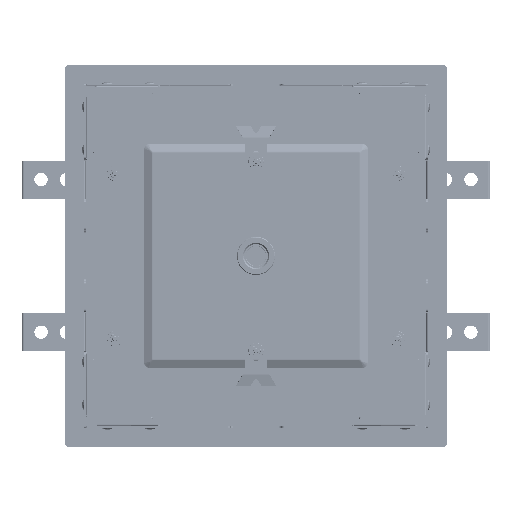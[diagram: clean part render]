
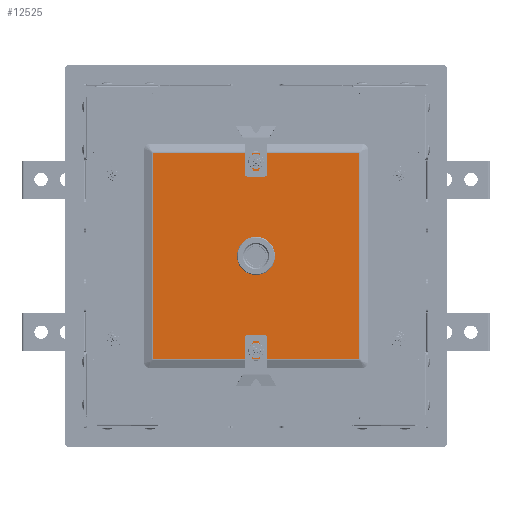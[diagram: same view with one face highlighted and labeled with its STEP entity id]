
A CAD part, top view. The second image highlights one B-rep face of the part: STEP entity #12525.
In plain terms, the highlighted planar face has unit normal (0, 0, 1).
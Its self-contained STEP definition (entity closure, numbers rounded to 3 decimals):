
#12525=ADVANCED_FACE('',(#16755,#16756),#16757,.F.);
#16755=FACE_BOUND('',#20846,.T.);
#16756=FACE_OUTER_BOUND('',#20847,.T.);
#16757=PLANE('',#20848);
#20846=EDGE_LOOP('',(#26719));
#20847=EDGE_LOOP('',(#26720,#26721,#26722,#26723));
#20848=AXIS2_PLACEMENT_3D('',#26724,#26725,#26726);
#26719=ORIENTED_EDGE('',*,*,#30611,.T.);
#26720=ORIENTED_EDGE('',*,*,#30600,.T.);
#26721=ORIENTED_EDGE('',*,*,#30612,.T.);
#26722=ORIENTED_EDGE('',*,*,#30605,.T.);
#26723=ORIENTED_EDGE('',*,*,#30603,.T.);
#26724=CARTESIAN_POINT('',(82.975,82.975,5.0));
#26725=DIRECTION('',(0.0,0.0,-1.0));
#26726=DIRECTION('',(-1.0,0.0,0.0));
#30600=EDGE_CURVE('',#33729,#33742,#33744,.T.);
#30603=EDGE_CURVE('',#33736,#33729,#33747,.F.);
#30605=EDGE_CURVE('',#33749,#33736,#33750,.F.);
#30611=EDGE_CURVE('',#33756,#33756,#33757,.T.);
#30612=EDGE_CURVE('',#33742,#33749,#33758,.T.);
#33729=VERTEX_POINT('',#38051);
#33736=VERTEX_POINT('',#38058);
#33742=VERTEX_POINT('',#38065);
#33744=LINE('',#38067,#38068);
#33747=LINE('',#38072,#38073);
#33749=VERTEX_POINT('',#38075);
#33750=LINE('',#38076,#38077);
#33756=VERTEX_POINT('',#38084);
#33757=CIRCLE('',#38085,14.1);
#33758=LINE('',#38086,#38087);
#38051=CARTESIAN_POINT('',(81.32,-81.32,5.0));
#38058=CARTESIAN_POINT('',(-81.32,-81.32,5.0));
#38065=CARTESIAN_POINT('',(81.32,81.32,5.0));
#38067=CARTESIAN_POINT('',(81.32,82.975,5.0));
#38068=VECTOR('',#41452,1.0);
#38072=CARTESIAN_POINT('',(82.975,-81.32,5.0));
#38073=VECTOR('',#41454,1.0);
#38075=CARTESIAN_POINT('',(-81.32,81.32,5.0));
#38076=CARTESIAN_POINT('',(-81.32,82.975,5.0));
#38077=VECTOR('',#41455,1.0);
#38084=CARTESIAN_POINT('',(-14.1,0.,5.0));
#38085=AXIS2_PLACEMENT_3D('',#41463,#41464,#41465);
#38086=CARTESIAN_POINT('',(82.975,81.32,5.0));
#38087=VECTOR('',#41466,1.0);
#41452=DIRECTION('',(0.0,1.0,0.0));
#41454=DIRECTION('',(-1.0,0.0,0.0));
#41455=DIRECTION('',(0.0,1.0,0.0));
#41463=CARTESIAN_POINT('',(0.,0.,5.0));
#41464=DIRECTION('',(0.0,0.0,-1.0));
#41465=DIRECTION('',(-1.0,0.0,0.0));
#41466=DIRECTION('',(-1.0,0.0,0.0));
